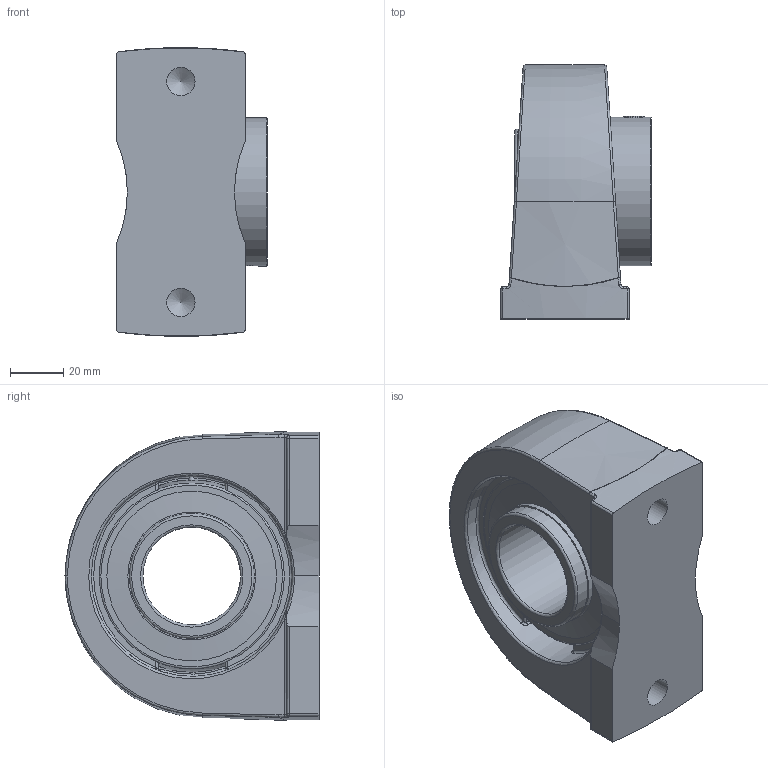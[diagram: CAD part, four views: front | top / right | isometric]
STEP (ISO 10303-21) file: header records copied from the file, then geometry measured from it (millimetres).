
FILE_DESCRIPTION(('HOOPS Exchange Step'),'2;1');
FILE_NAME('export-27676F5F-4504-416E-9069-07C153B91FCC.stp','2020-05-20T14:58:21-07:00',('dkerr'),('Alibre'),'HOOPS Exchange 2020.0','Alibre','Unknown authorisation');
FILE_SCHEMA( ('AP242_MANAGED_MODEL_BASED_3D_ENGINEERING_MIM_LF {1 0 10303 442 1 1 4 }') );
Length unit declared in the file: inch
Products named in the file (8): MRN SPAM 207 L4L; SHC 207 (Setscrew); SHC 207 (Ball bearing); SHC 207 (Shield); SHC 207-23 L4L (1.4375inch) (Race); SHC 207-23 (Collar); MRN SHC 207-23 L4L (1.4375inch); MRN SHCSPAM 207-23 L4L (1.4375inch)
Assembly tree (7 placements, depth 3):
  MRN SHCSPAM 207-23 L4L (1.4375inch)
    MRN SPAM 207 L4L
    MRN SHC 207-23 L4L (1.4375inch)
      SHC 207 (Setscrew)
      SHC 207 (Ball bearing)
      SHC 207 (Shield)
      SHC 207-23 L4L (1.4375inch) (Race)
      SHC 207-23 (Collar)
Bounding box: 56.3 x 95 x 108 mm (x, y, z)
Volume: 246052.4 mm3; surface area: 74229.9 mm2
Topology: 16 solids, 16 shells, 181 faces, 473 edges, 299 vertices
Faces by surface type: cylinder 54, plane 43, bspline 26, sphere 23, torus 19, cone 16
Full cylindrical faces by diameter (mm): 7.925 x1, 7.938 x2, 10.592 x2, 36.512 x2, 44.196 x2, 46.736 x4, 47.752 x2, 55.6 x1, 62.484 x2, 63.5 x4, 75.166 x2, 80.35 x1
Entity records: 10858 total; most frequent: CARTESIAN_POINT 6323, DIRECTION 946, ORIENTED_EDGE 882, EDGE_CURVE 441, AXIS2_PLACEMENT_3D 414, VERTEX_POINT 299, CIRCLE 223, EDGE_LOOP 202
